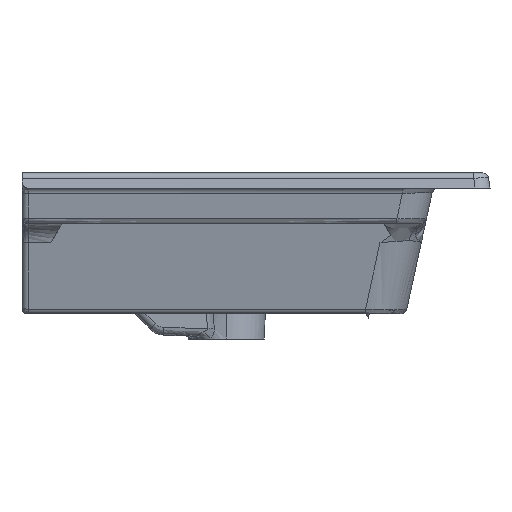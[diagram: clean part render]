
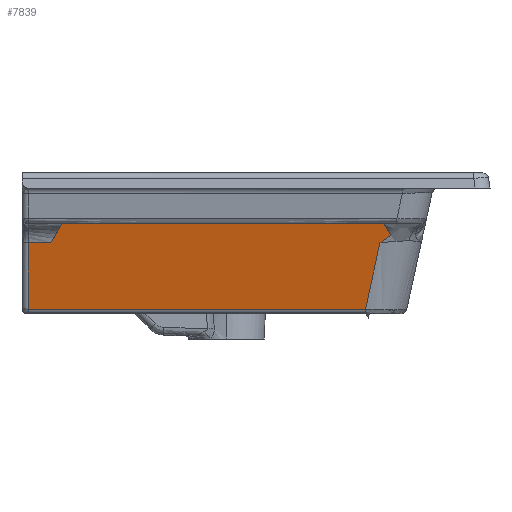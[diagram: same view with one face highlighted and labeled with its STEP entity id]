
A CAD part, left-side view. The second image highlights one B-rep face of the part: STEP entity #7839.
In plain terms, the highlighted free-form (B-spline) face has degree [1, 1] with [2, 2] control points.
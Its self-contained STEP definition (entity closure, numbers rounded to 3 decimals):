
#1652 = CARTESIAN_POINT ( 'NONE',  ( -254.682, -134.922, -62.147 ) ) ;
#2825 = B_SPLINE_CURVE_WITH_KNOTS ( 'NONE', 3,
 ( #8614, #48001, #3421, #23251, #13484, #33358, #44082, #9253, #48318, #29112, #28785, #48961, #23565, #43444, #13804, #38549, #63911, #19326, #3739, #33669, #53515, #8930 ),
 .UNSPECIFIED., .F., .F.,
 ( 4, 1, 1, 1, 1, 1, 2, 2, 1, 1, 1, 1, 1, 2, 2, 4 ),
 ( 0., 0.125, 0.188, 0.219, 0.234, 0.242, 0.246, 0.25, 0.375, 0.438, 0.469, 0.484, 0.492, 0.496, 0.5, 1. ),
 .UNSPECIFIED. ) ;
#3383 = VERTEX_POINT ( 'NONE', #22610 ) ;
#3421 = CARTESIAN_POINT ( 'NONE',  ( -253.207, -125.297, -68.637 ) ) ;
#3739 = CARTESIAN_POINT ( 'NONE',  ( -253.87, -129.458, -65.717 ) ) ;
#4196 = CARTESIAN_POINT ( 'NONE',  ( -238.049, 225.5, -135.33 ) ) ;
#5531 = CARTESIAN_POINT ( 'NONE',  ( -238.049, -109.778, -135.33 ) ) ;
#5903 = CARTESIAN_POINT ( 'NONE',  ( -261.977, -116.468, -30.049 ) ) ;
#6065 = VERTEX_POINT ( 'NONE', #14816 ) ;
#7839 = ADVANCED_FACE ( 'NONE', ( #58072 ), #49118, .T. ) ;
#8236 = ORIENTED_EDGE ( 'NONE', *, *, #21357, .T. ) ;
#8355 = CARTESIAN_POINT ( 'NONE',  ( -238.049, 225.5, -135.33 ) ) ;
#8614 = CARTESIAN_POINT ( 'NONE',  ( -253.02, -124.16, -69.459 ) ) ;
#8744 = EDGE_CURVE ( 'NONE', #3383, #58950, #46109, .T. ) ;
#8930 = CARTESIAN_POINT ( 'NONE',  ( -254.682, -134.922, -62.147 ) ) ;
#9253 = CARTESIAN_POINT ( 'NONE',  ( -253.442, -126.75, -67.601 ) ) ;
#9356 = CARTESIAN_POINT ( 'NONE',  ( -238.049, -109.778, -135.33 ) ) ;
#9565 = CARTESIAN_POINT ( 'NONE',  ( -238.049, -137.085, -135.33 ) ) ;
#10466 = CARTESIAN_POINT ( 'NONE',  ( -258.329, -125.695, -46.098 ) ) ;
#10954 = CARTESIAN_POINT ( 'NONE',  ( -253.02, 225.5, -69.459 ) ) ;
#11642 = EDGE_CURVE ( 'NONE', #58950, #6065, #18086, .T. ) ;
#12060 = ORIENTED_EDGE ( 'NONE', *, *, #53382, .T. ) ;
#13484 = CARTESIAN_POINT ( 'NONE',  ( -253.391, -126.433, -67.826 ) ) ;
#13555 = CARTESIAN_POINT ( 'NONE',  ( -265.624, -107.24, -14. ) ) ;
#13804 = CARTESIAN_POINT ( 'NONE',  ( -253.843, -129.283, -65.837 ) ) ;
#13925 = EDGE_CURVE ( 'NONE', #60893, #20951, #62031, .T. ) ;
#14816 = CARTESIAN_POINT ( 'NONE',  ( -265.624, 170.715, -14. ) ) ;
#15588 = CARTESIAN_POINT ( 'NONE',  ( -243.039, -114.572, -113.373 ) ) ;
#15845 = EDGE_CURVE ( 'NONE', #33303, #29709, #48796, .T. ) ;
#18086 = B_SPLINE_CURVE_WITH_KNOTS ( 'NONE', 1,
 ( #13555, #57823 ),
 .UNSPECIFIED., .F., .F.,
 ( 2, 2 ),
 ( 0., 1. ),
 .UNSPECIFIED. ) ;
#19319 = CARTESIAN_POINT ( 'NONE',  ( -265.624, 225.5, -14. ) ) ;
#19326 = CARTESIAN_POINT ( 'NONE',  ( -253.868, -129.446, -65.726 ) ) ;
#20951 = VERTEX_POINT ( 'NONE', #9356 ) ;
#21357 = EDGE_CURVE ( 'NONE', #20951, #56895, #27761, .T. ) ;
#22610 = CARTESIAN_POINT ( 'NONE',  ( -254.682, -134.922, -62.147 ) ) ;
#22747 = B_SPLINE_CURVE_WITH_KNOTS ( 'NONE', 1,
 ( #33423, #8355 ),
 .UNSPECIFIED., .F., .F.,
 ( 2, 2 ),
 ( 0., 1. ),
 .UNSPECIFIED. ) ;
#23251 = CARTESIAN_POINT ( 'NONE',  ( -253.331, -126.058, -68.092 ) ) ;
#23565 = CARTESIAN_POINT ( 'NONE',  ( -253.754, -128.711, -66.23 ) ) ;
#24692 = CARTESIAN_POINT ( 'NONE',  ( -253.02, 202.735, -69.459 ) ) ;
#24844 = EDGE_LOOP ( 'NONE', ( #45120, #53151, #26550, #58676, #34433, #8236, #12060, #59305 ) ) ;
#26550 = ORIENTED_EDGE ( 'NONE', *, *, #15845, .T. ) ;
#26867 = CARTESIAN_POINT ( 'NONE',  ( -253.02, 202.735, -69.459 ) ) ;
#27761 = B_SPLINE_CURVE_WITH_KNOTS ( 'NONE', 3,
 ( #5531, #15588, #59215, #39704 ),
 .UNSPECIFIED., .F., .F.,
 ( 4, 4 ),
 ( 0., 1. ),
 .UNSPECIFIED. ) ;
#28785 = CARTESIAN_POINT ( 'NONE',  ( -253.524, -127.261, -67.24 ) ) ;
#29112 = CARTESIAN_POINT ( 'NONE',  ( -253.448, -126.788, -67.574 ) ) ;
#29594 = CARTESIAN_POINT ( 'NONE',  ( -257.221, 192.062, -50.973 ) ) ;
#29709 = VERTEX_POINT ( 'NONE', #64068 ) ;
#29804 = EDGE_CURVE ( 'NONE', #6065, #33303, #31654, .T. ) ;
#31654 = B_SPLINE_CURVE_WITH_KNOTS ( 'NONE', 3,
 ( #59516, #48151, #29594, #24692 ),
 .UNSPECIFIED., .F., .F.,
 ( 4, 4 ),
 ( 0., 1. ),
 .UNSPECIFIED. ) ;
#33303 = VERTEX_POINT ( 'NONE', #35943 ) ;
#33358 = CARTESIAN_POINT ( 'NONE',  ( -253.421, -126.618, -67.695 ) ) ;
#33423 = CARTESIAN_POINT ( 'NONE',  ( -253.02, 225.5, -69.459 ) ) ;
#33669 = CARTESIAN_POINT ( 'NONE',  ( -254.166, -131.363, -64.417 ) ) ;
#34433 = ORIENTED_EDGE ( 'NONE', *, *, #13925, .T. ) ;
#35943 = CARTESIAN_POINT ( 'NONE',  ( -253.02, 202.735, -69.459 ) ) ;
#37327 = CARTESIAN_POINT ( 'NONE',  ( -265.624, -107.24, -14. ) ) ;
#38549 = CARTESIAN_POINT ( 'NONE',  ( -253.858, -129.378, -65.772 ) ) ;
#39704 = CARTESIAN_POINT ( 'NONE',  ( -253.02, -124.16, -69.459 ) ) ;
#43444 = CARTESIAN_POINT ( 'NONE',  ( -253.814, -129.093, -65.967 ) ) ;
#44082 = CARTESIAN_POINT ( 'NONE',  ( -253.436, -126.71, -67.629 ) ) ;
#45120 = ORIENTED_EDGE ( 'NONE', *, *, #11642, .T. ) ;
#46109 = B_SPLINE_CURVE_WITH_KNOTS ( 'NONE', 3,
 ( #1652, #10466, #5903, #60558 ),
 .UNSPECIFIED., .F., .F.,
 ( 4, 4 ),
 ( 0., 1. ),
 .UNSPECIFIED. ) ;
#48001 = CARTESIAN_POINT ( 'NONE',  ( -253.096, -124.621, -69.125 ) ) ;
#48151 = CARTESIAN_POINT ( 'NONE',  ( -261.423, 181.389, -32.486 ) ) ;
#48318 = CARTESIAN_POINT ( 'NONE',  ( -253.446, -126.776, -67.583 ) ) ;
#48694 = CARTESIAN_POINT ( 'NONE',  ( -253.02, -124.16, -69.459 ) ) ;
#48796 = B_SPLINE_CURVE_WITH_KNOTS ( 'NONE', 1,
 ( #26867, #10954 ),
 .UNSPECIFIED., .F., .F.,
 ( 2, 2 ),
 ( 0., 1. ),
 .UNSPECIFIED. ) ;
#48961 = CARTESIAN_POINT ( 'NONE',  ( -253.632, -127.938, -66.765 ) ) ;
#49118 = B_SPLINE_SURFACE_WITH_KNOTS ( 'NONE', 1, 1, ( 
 ( #9565, #54472 ),
 ( #63903, #19319 ) ),
 .UNSPECIFIED., .F., .F., .F.,
 ( 2, 2 ),
 ( 2, 2 ),
 ( 0., 1. ),
 ( 0., 1. ),
 .UNSPECIFIED. ) ;
#51309 = EDGE_CURVE ( 'NONE', #29709, #60893, #22747, .T. ) ;
#53151 = ORIENTED_EDGE ( 'NONE', *, *, #29804, .T. ) ;
#53329 = CARTESIAN_POINT ( 'NONE',  ( -238.049, -109.778, -135.33 ) ) ;
#53382 = EDGE_CURVE ( 'NONE', #56895, #3383, #2825, .T. ) ;
#53515 = CARTESIAN_POINT ( 'NONE',  ( -254.436, -133.179, -63.23 ) ) ;
#54472 = CARTESIAN_POINT ( 'NONE',  ( -238.049, 225.5, -135.33 ) ) ;
#56895 = VERTEX_POINT ( 'NONE', #48694 ) ;
#57823 = CARTESIAN_POINT ( 'NONE',  ( -265.624, 170.715, -14. ) ) ;
#58072 = FACE_OUTER_BOUND ( 'NONE', #24844, .T. ) ;
#58643 = CARTESIAN_POINT ( 'NONE',  ( -238.049, 225.5, -135.33 ) ) ;
#58676 = ORIENTED_EDGE ( 'NONE', *, *, #51309, .T. ) ;
#58950 = VERTEX_POINT ( 'NONE', #37327 ) ;
#59215 = CARTESIAN_POINT ( 'NONE',  ( -248.03, -119.366, -91.416 ) ) ;
#59305 = ORIENTED_EDGE ( 'NONE', *, *, #8744, .T. ) ;
#59516 = CARTESIAN_POINT ( 'NONE',  ( -265.624, 170.715, -14. ) ) ;
#60558 = CARTESIAN_POINT ( 'NONE',  ( -265.624, -107.24, -14. ) ) ;
#60893 = VERTEX_POINT ( 'NONE', #58643 ) ;
#62031 = B_SPLINE_CURVE_WITH_KNOTS ( 'NONE', 1,
 ( #4196, #53329 ),
 .UNSPECIFIED., .F., .F.,
 ( 2, 2 ),
 ( 0., 1. ),
 .UNSPECIFIED. ) ;
#63903 = CARTESIAN_POINT ( 'NONE',  ( -265.624, -137.085, -14. ) ) ;
#63911 = CARTESIAN_POINT ( 'NONE',  ( -253.864, -129.419, -65.744 ) ) ;
#64068 = CARTESIAN_POINT ( 'NONE',  ( -253.02, 225.5, -69.459 ) ) ;
